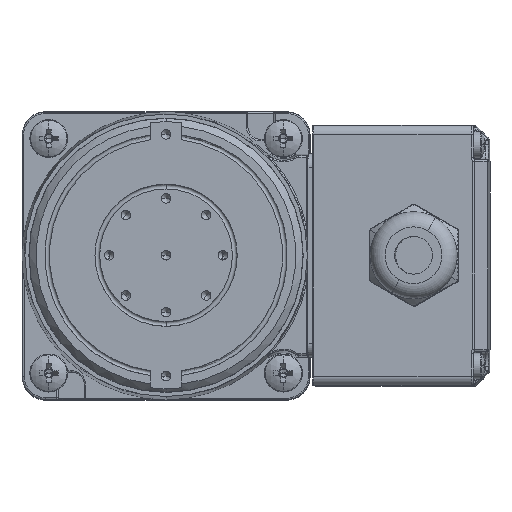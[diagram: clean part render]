
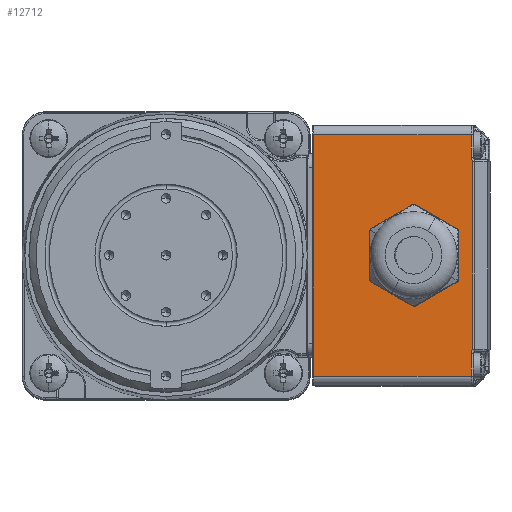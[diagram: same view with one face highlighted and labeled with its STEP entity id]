
A CAD part, top view. The second image highlights one B-rep face of the part: STEP entity #12712.
In plain terms, the highlighted face is planar.
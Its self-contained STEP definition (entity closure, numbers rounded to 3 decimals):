
#1029 = ORIENTED_EDGE ( 'NONE', *, *, #3249, .T. ) ;
#1085 = CARTESIAN_POINT ( 'NONE',  ( -19.918, 51.112, 74.281 ) ) ;
#1278 = CARTESIAN_POINT ( 'NONE',  ( -20.521, 51.11, 74.041 ) ) ;
#1444 = CARTESIAN_POINT ( 'NONE',  ( -25.5, 51.11, 74.029 ) ) ;
#1458 = CARTESIAN_POINT ( 'NONE',  ( -20.047, 51.112, 74.208 ) ) ;
#1519 = ORIENTED_EDGE ( 'NONE', *, *, #21580, .F. ) ;
#1736 = DIRECTION ( 'NONE',  ( 0., -0.008, -1. ) ) ;
#2665 = ORIENTED_EDGE ( 'NONE', *, *, #28751, .F. ) ;
#2692 = CARTESIAN_POINT ( 'NONE',  ( 19.971, 51.111, 74.249 ) ) ;
#2964 = EDGE_CURVE ( 'NONE', #19293, #17403, #35105, .T. ) ;
#3008 = CIRCLE ( 'NONE', #23478, 8.25 ) ;
#3249 = EDGE_CURVE ( 'NONE', #19293, #13806, #37073, .T. ) ;
#3502 = DIRECTION ( 'NONE',  ( 0., 1., -0.008 ) ) ;
#3635 = EDGE_LOOP ( 'NONE', ( #1029, #22339, #28356, #28583, #2665, #33343, #8720, #10639 ) ) ;
#3866 = CARTESIAN_POINT ( 'NONE',  ( 25.5, 51.11, 74.029 ) ) ;
#4036 = CARTESIAN_POINT ( 'NONE',  ( -20.701, 51.11, 74.029 ) ) ;
#4197 = CARTESIAN_POINT ( 'NONE',  ( 0., 50.944, 53.779 ) ) ;
#4464 = CARTESIAN_POINT ( 'NONE',  ( -20.701, 51.11, 74.029 ) ) ;
#4655 = CARTESIAN_POINT ( 'NONE',  ( -19.859, 51.113, 74.313 ) ) ;
#5597 = CARTESIAN_POINT ( 'NONE',  ( 0., 51.079, 70.279 ) ) ;
#6505 = CARTESIAN_POINT ( 'NONE',  ( 27.5, 50.835, 40.53 ) ) ;
#7105 = CARTESIAN_POINT ( 'NONE',  ( 19.835, 51.113, 74.321 ) ) ;
#7263 = CARTESIAN_POINT ( 'NONE',  ( -19.835, 51.113, 74.321 ) ) ;
#7457 = CARTESIAN_POINT ( 'NONE',  ( -19.835, 51.113, 74.321 ) ) ;
#7649 = CARTESIAN_POINT ( 'NONE',  ( -19.944, 51.112, 74.266 ) ) ;
#7807 = EDGE_CURVE ( 'NONE', #32023, #31213, #24367, .T. ) ;
#7912 = CARTESIAN_POINT ( 'NONE',  ( 0., 51.012, 62.029 ) ) ;
#8319 = CARTESIAN_POINT ( 'NONE',  ( -20.701, 51.11, 74.029 ) ) ;
#8476 = CARTESIAN_POINT ( 'NONE',  ( 20.392, 51.109, 74.064 ) ) ;
#8720 = ORIENTED_EDGE ( 'NONE', *, *, #28430, .F. ) ;
#10468 = LINE ( 'NONE', #7105, #39389 ) ;
#10639 = ORIENTED_EDGE ( 'NONE', *, *, #2964, .F. ) ;
#10846 = CARTESIAN_POINT ( 'NONE',  ( -20.141, 51.111, 74.16 ) ) ;
#11075 = CARTESIAN_POINT ( 'NONE',  ( 19.835, 51.113, 74.321 ) ) ;
#11367 = CARTESIAN_POINT ( 'NONE',  ( 0., 51.012, 62.029 ) ) ;
#11975 = VERTEX_POINT ( 'NONE', #17908 ) ;
#12426 = DIRECTION ( 'NONE',  ( 1., 0., 0. ) ) ;
#12712 = ADVANCED_FACE ( 'NONE', ( #33910, #37118 ), #33721, .T. ) ;
#12837 = LINE ( 'NONE', #25095, #33338 ) ;
#12932 = EDGE_CURVE ( 'NONE', #19398, #11975, #10468, .T. ) ;
#13420 = LINE ( 'NONE', #4036, #19776 ) ;
#13806 = VERTEX_POINT ( 'NONE', #28777 ) ;
#14145 = CARTESIAN_POINT ( 'NONE',  ( 19.835, 51.113, 74.321 ) ) ;
#16620 = VERTEX_POINT ( 'NONE', #5597 ) ;
#17403 = VERTEX_POINT ( 'NONE', #25364 ) ;
#17908 = CARTESIAN_POINT ( 'NONE',  ( -19.835, 51.113, 74.321 ) ) ;
#18550 = DIRECTION ( 'NONE',  ( 0., -0.008, -1. ) ) ;
#18629 = EDGE_LOOP ( 'NONE', ( #1519, #28168 ) ) ;
#19266 = DIRECTION ( 'NONE',  ( -1., 0., 0. ) ) ;
#19293 = VERTEX_POINT ( 'NONE', #23393 ) ;
#19301 = CARTESIAN_POINT ( 'NONE',  ( -19.847, 51.113, 74.318 ) ) ;
#19398 = VERTEX_POINT ( 'NONE', #14145 ) ;
#19487 = CARTESIAN_POINT ( 'NONE',  ( -20.425, 51.111, 74.06 ) ) ;
#19696 = CARTESIAN_POINT ( 'NONE',  ( -19.835, 51.113, 74.321 ) ) ;
#19776 = VECTOR ( 'NONE', #19266, 1000. ) ;
#19883 = CARTESIAN_POINT ( 'NONE',  ( -20.264, 51.111, 74.108 ) ) ;
#21229 = B_SPLINE_CURVE_WITH_KNOTS ( 'NONE', 3,
 ( #35306, #35896, #26530, #8476, #30287, #29696, #36298, #2692, #36095, #11075 ),
 .UNSPECIFIED., .F., .F.,
 ( 4, 2, 2, 2, 4 ),
 ( 0., 0.25, 0.5, 0.75, 1. ),
 .UNSPECIFIED. ) ;
#21580 = EDGE_CURVE ( 'NONE', #16620, #31033, #3008, .T. ) ;
#22212 = VERTEX_POINT ( 'NONE', #8319 ) ;
#22339 = ORIENTED_EDGE ( 'NONE', *, *, #35063, .F. ) ;
#22498 = CARTESIAN_POINT ( 'NONE',  ( -20.339, 51.111, 74.083 ) ) ;
#22781 = VECTOR ( 'NONE', #38510, 1000. ) ;
#23084 = CARTESIAN_POINT ( 'NONE',  ( -19.974, 51.112, 74.249 ) ) ;
#23393 = CARTESIAN_POINT ( 'NONE',  ( 25.5, 51.11, 74.029 ) ) ;
#23478 = AXIS2_PLACEMENT_3D ( 'NONE', #11367, #35199, #23614 ) ;
#23614 = DIRECTION ( 'NONE',  ( 0., 0.008, 1. ) ) ;
#24367 = LINE ( 'NONE', #30749, #26294 ) ;
#25095 = CARTESIAN_POINT ( 'NONE',  ( -25.5, 50.837, 40.73 ) ) ;
#25364 = CARTESIAN_POINT ( 'NONE',  ( 20.701, 51.11, 74.029 ) ) ;
#25512 = CARTESIAN_POINT ( 'NONE',  ( -20.008, 51.112, 74.229 ) ) ;
#26294 = VECTOR ( 'NONE', #18550, 1000. ) ;
#26310 = AXIS2_PLACEMENT_3D ( 'NONE', #7912, #35735, #1736 ) ;
#26530 = CARTESIAN_POINT ( 'NONE',  ( 20.543, 51.109, 74.037 ) ) ;
#27924 = VECTOR ( 'NONE', #34275, 1000. ) ;
#28168 = ORIENTED_EDGE ( 'NONE', *, *, #34500, .F. ) ;
#28308 = CARTESIAN_POINT ( 'NONE',  ( -19.835, 51.113, 74.321 ) ) ;
#28356 = ORIENTED_EDGE ( 'NONE', *, *, #7807, .F. ) ;
#28430 = EDGE_CURVE ( 'NONE', #17403, #19398, #21229, .T. ) ;
#28498 = CARTESIAN_POINT ( 'NONE',  ( -20.091, 51.112, 74.184 ) ) ;
#28583 = ORIENTED_EDGE ( 'NONE', *, *, #38224, .F. ) ;
#28751 = EDGE_CURVE ( 'NONE', #11975, #22212, #37228, .T. ) ;
#28777 = CARTESIAN_POINT ( 'NONE',  ( 25.5, 50.837, 40.73 ) ) ;
#28909 = DIRECTION ( 'NONE',  ( -1., 0., 0. ) ) ;
#29072 = CARTESIAN_POINT ( 'NONE',  ( -20.614, 51.11, 74.031 ) ) ;
#29161 = AXIS2_PLACEMENT_3D ( 'NONE', #6505, #3502, #36510 ) ;
#29485 = CIRCLE ( 'NONE', #26310, 8.25 ) ;
#29696 = CARTESIAN_POINT ( 'NONE',  ( 20.177, 51.11, 74.142 ) ) ;
#30287 = CARTESIAN_POINT ( 'NONE',  ( 20.319, 51.109, 74.087 ) ) ;
#30749 = CARTESIAN_POINT ( 'NONE',  ( -25.5, 51.11, 74.029 ) ) ;
#31033 = VERTEX_POINT ( 'NONE', #4197 ) ;
#31213 = VERTEX_POINT ( 'NONE', #36179 ) ;
#31491 = CARTESIAN_POINT ( 'NONE',  ( -19.895, 51.112, 74.294 ) ) ;
#31684 = CARTESIAN_POINT ( 'NONE',  ( -20.676, 51.11, 74.029 ) ) ;
#31916 = CARTESIAN_POINT ( 'NONE',  ( 25.5, 51.11, 74.029 ) ) ;
#32023 = VERTEX_POINT ( 'NONE', #1444 ) ;
#33338 = VECTOR ( 'NONE', #12426, 1000. ) ;
#33343 = ORIENTED_EDGE ( 'NONE', *, *, #12932, .F. ) ;
#33721 = PLANE ( 'NONE',  #29161 ) ;
#33910 = FACE_OUTER_BOUND ( 'NONE', #3635, .T. ) ;
#34275 = DIRECTION ( 'NONE',  ( 0., -0.008, -1. ) ) ;
#34500 = EDGE_CURVE ( 'NONE', #31033, #16620, #29485, .T. ) ;
#34679 = CARTESIAN_POINT ( 'NONE',  ( -20.198, 51.111, 74.134 ) ) ;
#35063 = EDGE_CURVE ( 'NONE', #31213, #13806, #12837, .T. ) ;
#35105 = LINE ( 'NONE', #31916, #22781 ) ;
#35199 = DIRECTION ( 'NONE',  ( 0., 1., -0.008 ) ) ;
#35306 = CARTESIAN_POINT ( 'NONE',  ( 20.701, 51.11, 74.029 ) ) ;
#35735 = DIRECTION ( 'NONE',  ( 0., 1., -0.008 ) ) ;
#35896 = CARTESIAN_POINT ( 'NONE',  ( 20.622, 51.109, 74.032 ) ) ;
#36095 = CARTESIAN_POINT ( 'NONE',  ( 19.905, 51.111, 74.292 ) ) ;
#36179 = CARTESIAN_POINT ( 'NONE',  ( -25.5, 50.837, 40.73 ) ) ;
#36298 = CARTESIAN_POINT ( 'NONE',  ( 20.107, 51.11, 74.175 ) ) ;
#36510 = DIRECTION ( 'NONE',  ( -1., 0., 0. ) ) ;
#37073 = LINE ( 'NONE', #3866, #27924 ) ;
#37118 = FACE_BOUND ( 'NONE', #18629, .T. ) ;
#37228 =( BOUNDED_CURVE ( )  B_SPLINE_CURVE ( 3, ( #7263, #28308, #19696, #7457, #38284, #19301, #4655, #37877, #31491, #1085, #7649, #23084, #25512, #1458, #28498, #10846, #34679, #19883, #22498, #19487, #1278, #29072, #31684, #4464 ),
 .UNSPECIFIED., .F., .F. ) 
 B_SPLINE_CURVE_WITH_KNOTS ( ( 4, 1, 1, 1, 1, 1, 1, 1, 1, 1, 1, 1, 1, 1, 1, 1, 1, 1, 1, 1, 1, 4 ),
 ( 0., 0., 0.03, 0.059, 0.087, 0.114, 0.143, 0.172, 0.204, 0.238, 0.275, 0.316, 0.36, 0.408, 0.462, 0.521, 0.588, 0.661, 0.743, 0.833, 0.932, 1. ),
 .UNSPECIFIED. ) 
 CURVE ( )  GEOMETRIC_REPRESENTATION_ITEM ( )  RATIONAL_B_SPLINE_CURVE ( ( 1.172, 1.172, 1.172, 1.172, 1.172, 1.172, 1.172, 1.172, 1.172, 1.172, 1.172, 1.172, 1.172, 1.172, 1.172, 1.172, 1.172, 1.172, 1.172, 1.172, 1.172, 1.172, 1.172, 1.172 ) ) 
 REPRESENTATION_ITEM ( '' )  );
#37877 = CARTESIAN_POINT ( 'NONE',  ( -19.875, 51.113, 74.305 ) ) ;
#38224 = EDGE_CURVE ( 'NONE', #22212, #32023, #13420, .T. ) ;
#38284 = CARTESIAN_POINT ( 'NONE',  ( -19.838, 51.113, 74.321 ) ) ;
#38510 = DIRECTION ( 'NONE',  ( -1., 0., 0. ) ) ;
#39389 = VECTOR ( 'NONE', #28909, 1000. ) ;
